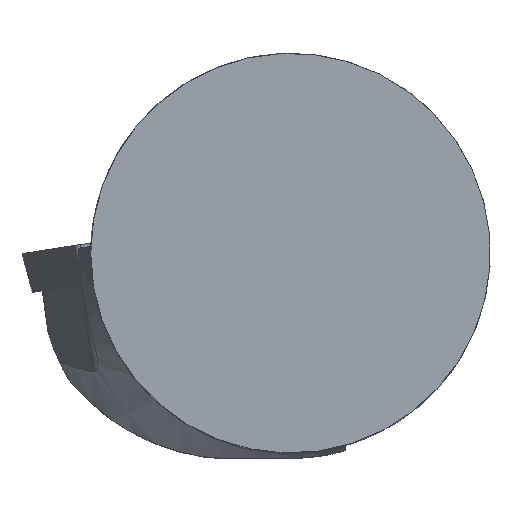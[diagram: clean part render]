
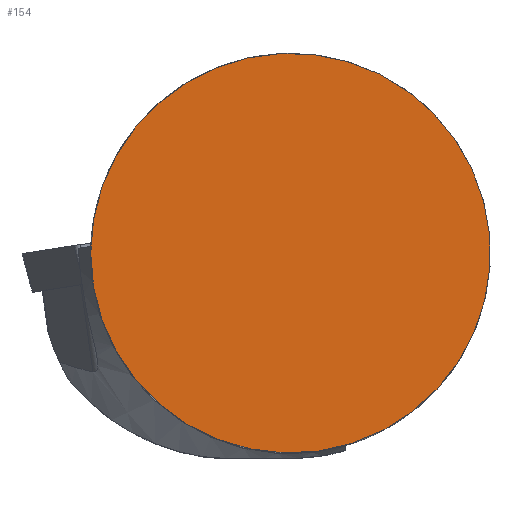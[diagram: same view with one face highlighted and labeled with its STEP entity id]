
A CAD part, top view. The second image highlights one B-rep face of the part: STEP entity #154.
In plain terms, the highlighted planar face has unit normal (0, 0, 1).
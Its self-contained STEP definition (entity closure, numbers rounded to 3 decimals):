
#154=ADVANCED_FACE('',(#213),#190,.F.);
#190=PLANE('',#871);
#213=FACE_OUTER_BOUND('',#245,.T.);
#245=EDGE_LOOP('',(#456));
#456=ORIENTED_EDGE('',*,*,#685,.F.);
#612=VERTEX_POINT('',#1297);
#685=EDGE_CURVE('',#612,#612,#755,.T.);
#755=CIRCLE('',#861,20.);
#861=AXIS2_PLACEMENT_3D('',#1296,#984,#985);
#871=AXIS2_PLACEMENT_3D('',#1384,#1006,#1007);
#984=DIRECTION('',(0.,0.,-1.));
#985=DIRECTION('',(-1.,0.,0.));
#1006=DIRECTION('',(0.,0.,-1.));
#1007=DIRECTION('',(1.,0.,0.));
#1296=CARTESIAN_POINT('',(0.,0.,0.325));
#1297=CARTESIAN_POINT('',(-20.,0.,0.325));
#1384=CARTESIAN_POINT('',(0.,0.,0.325));
